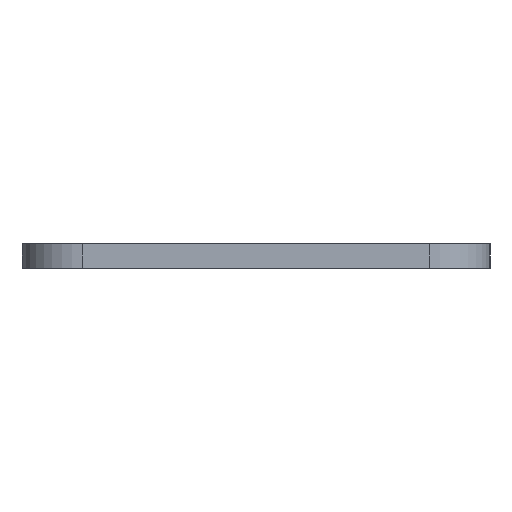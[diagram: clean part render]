
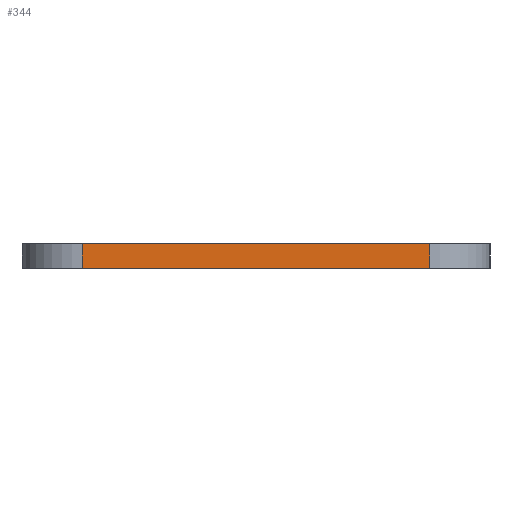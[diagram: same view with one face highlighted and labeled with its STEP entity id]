
A CAD part, left-side view. The second image highlights one B-rep face of the part: STEP entity #344.
In plain terms, the highlighted planar face has unit normal (-1, 0, 0).
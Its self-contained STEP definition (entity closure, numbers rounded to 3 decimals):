
#31 = CARTESIAN_POINT ( 'NONE',  ( 0., 3.935, 1.57 ) ) ;
#33 = VECTOR ( 'NONE', #894, 1000. ) ;
#36 = ORIENTED_EDGE ( 'NONE', *, *, #441, .T. ) ;
#68 = DIRECTION ( 'NONE',  ( 0., 0., 1. ) ) ;
#73 = CARTESIAN_POINT ( 'NONE',  ( 0., 3.935, 1.57 ) ) ;
#75 = VECTOR ( 'NONE', #904, 1000. ) ;
#86 = DIRECTION ( 'NONE',  ( 0., 0., -1. ) ) ;
#133 = EDGE_CURVE ( 'NONE', #1212, #1017, #171, .T. ) ;
#142 = VECTOR ( 'NONE', #68, 1000. ) ;
#149 = VERTEX_POINT ( 'NONE', #1126 ) ;
#171 = LINE ( 'NONE', #73, #142 ) ;
#209 = CARTESIAN_POINT ( 'NONE',  ( 0., 0., 1.57 ) ) ;
#222 = LINE ( 'NONE', #234, #75 ) ;
#234 = CARTESIAN_POINT ( 'NONE',  ( 0., 0., 1.57 ) ) ;
#237 = ORIENTED_EDGE ( 'NONE', *, *, #133, .T. ) ;
#270 = EDGE_CURVE ( 'NONE', #149, #1017, #222, .T. ) ;
#344 = ADVANCED_FACE ( 'NONE', ( #1154 ), #1159, .F. ) ;
#441 = EDGE_CURVE ( 'NONE', #793, #1212, #498, .T. ) ;
#498 = LINE ( 'NONE', #974, #33 ) ;
#568 = LINE ( 'NONE', #956, #1171 ) ;
#596 = DIRECTION ( 'NONE',  ( 1., 0., 0. ) ) ;
#753 = CARTESIAN_POINT ( 'NONE',  ( 0., 26.545, 0. ) ) ;
#776 = ORIENTED_EDGE ( 'NONE', *, *, #953, .T. ) ;
#793 = VERTEX_POINT ( 'NONE', #753 ) ;
#815 = CARTESIAN_POINT ( 'NONE',  ( 0., 3.935, 0. ) ) ;
#863 = DIRECTION ( 'NONE',  ( 0., 0., -1. ) ) ;
#894 = DIRECTION ( 'NONE',  ( 0., -1., 0. ) ) ;
#904 = DIRECTION ( 'NONE',  ( 0., -1., 0. ) ) ;
#953 = EDGE_CURVE ( 'NONE', #149, #793, #568, .T. ) ;
#956 = CARTESIAN_POINT ( 'NONE',  ( 0., 26.545, 1.57 ) ) ;
#974 = CARTESIAN_POINT ( 'NONE',  ( 0., 0., 0. ) ) ;
#1017 = VERTEX_POINT ( 'NONE', #31 ) ;
#1072 = EDGE_LOOP ( 'NONE', ( #36, #237, #1086, #776 ) ) ;
#1086 = ORIENTED_EDGE ( 'NONE', *, *, #270, .F. ) ;
#1126 = CARTESIAN_POINT ( 'NONE',  ( 0., 26.545, 1.57 ) ) ;
#1128 = AXIS2_PLACEMENT_3D ( 'NONE', #209, #596, #863 ) ;
#1154 = FACE_OUTER_BOUND ( 'NONE', #1072, .T. ) ;
#1159 = PLANE ( 'NONE',  #1128 ) ;
#1171 = VECTOR ( 'NONE', #86, 1000. ) ;
#1212 = VERTEX_POINT ( 'NONE', #815 ) ;
